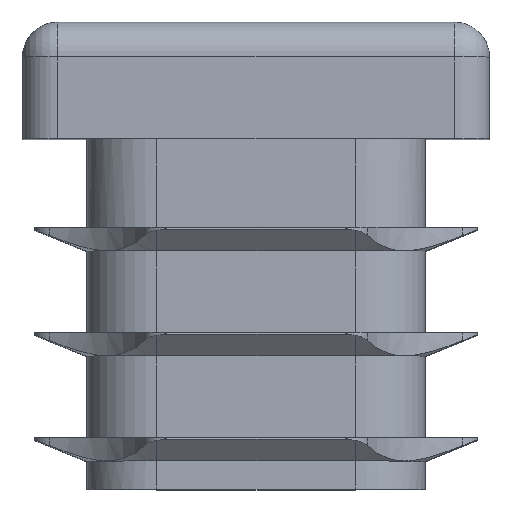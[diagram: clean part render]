
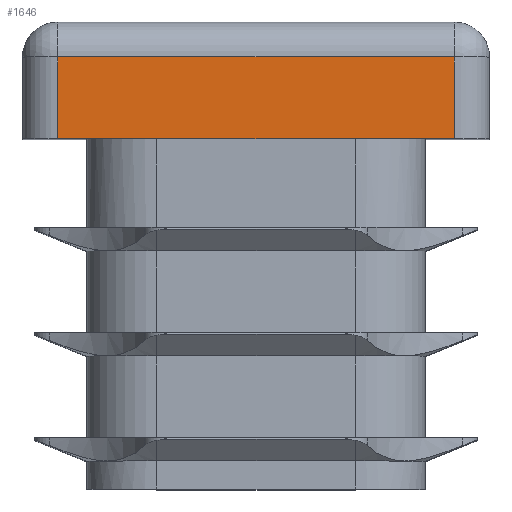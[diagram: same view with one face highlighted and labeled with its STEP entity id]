
A CAD part, top view. The second image highlights one B-rep face of the part: STEP entity #1646.
In plain terms, the highlighted planar face has unit normal (0, 0, 1).
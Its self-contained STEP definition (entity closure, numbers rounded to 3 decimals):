
#568 = CARTESIAN_POINT ( 'NONE',  ( -8.5, 5., 15. ) ) ;
#636 = DIRECTION ( 'NONE',  ( 0., -1., 0. ) ) ;
#665 = ORIENTED_EDGE ( 'NONE', *, *, #13575, .T. ) ;
#936 = CARTESIAN_POINT ( 'NONE',  ( -8.5, 0., 15. ) ) ;
#1372 = ORIENTED_EDGE ( 'NONE', *, *, #6119, .T. ) ;
#1646 = ADVANCED_FACE ( 'NONE', ( #2152 ), #14510, .F. ) ;
#2014 = ORIENTED_EDGE ( 'NONE', *, *, #17547, .T. ) ;
#2149 = VECTOR ( 'NONE', #11019, 1000. ) ;
#2152 = FACE_OUTER_BOUND ( 'NONE', #12647, .T. ) ;
#2401 = CARTESIAN_POINT ( 'NONE',  ( -10., 5., 15. ) ) ;
#4700 = VECTOR ( 'NONE', #13145, 1000. ) ;
#6119 = EDGE_CURVE ( 'NONE', #7786, #13037, #17635, .T. ) ;
#6247 = CARTESIAN_POINT ( 'NONE',  ( 8.5, 0., 15. ) ) ;
#7786 = VERTEX_POINT ( 'NONE', #11439 ) ;
#9158 = ORIENTED_EDGE ( 'NONE', *, *, #14976, .T. ) ;
#9774 = VERTEX_POINT ( 'NONE', #936 ) ;
#10228 = VECTOR ( 'NONE', #636, 1000. ) ;
#11019 = DIRECTION ( 'NONE',  ( 0., 1., 0. ) ) ;
#11102 = LINE ( 'NONE', #11692, #15695 ) ;
#11439 = CARTESIAN_POINT ( 'NONE',  ( 8.5, 3.5, 15. ) ) ;
#11512 = AXIS2_PLACEMENT_3D ( 'NONE', #2401, #11587, #19195 ) ;
#11587 = DIRECTION ( 'NONE',  ( 0., 0., -1. ) ) ;
#11692 = CARTESIAN_POINT ( 'NONE',  ( -10., 0., 15. ) ) ;
#11902 = LINE ( 'NONE', #18679, #2149 ) ;
#12647 = EDGE_LOOP ( 'NONE', ( #2014, #1372, #9158, #665 ) ) ;
#12789 = CARTESIAN_POINT ( 'NONE',  ( -8.5, 3.5, 15. ) ) ;
#13037 = VERTEX_POINT ( 'NONE', #12789 ) ;
#13145 = DIRECTION ( 'NONE',  ( -1., 0., 0. ) ) ;
#13575 = EDGE_CURVE ( 'NONE', #9774, #18711, #11102, .T. ) ;
#14510 = PLANE ( 'NONE',  #11512 ) ;
#14707 = CARTESIAN_POINT ( 'NONE',  ( -8.5, 3.5, 15. ) ) ;
#14938 = DIRECTION ( 'NONE',  ( 1., 0., 0. ) ) ;
#14976 = EDGE_CURVE ( 'NONE', #13037, #9774, #16736, .T. ) ;
#15695 = VECTOR ( 'NONE', #14938, 1000. ) ;
#16736 = LINE ( 'NONE', #568, #10228 ) ;
#17547 = EDGE_CURVE ( 'NONE', #18711, #7786, #11902, .T. ) ;
#17635 = LINE ( 'NONE', #14707, #4700 ) ;
#18679 = CARTESIAN_POINT ( 'NONE',  ( 8.5, 5., 15. ) ) ;
#18711 = VERTEX_POINT ( 'NONE', #6247 ) ;
#19195 = DIRECTION ( 'NONE',  ( -1., 0., 0. ) ) ;
